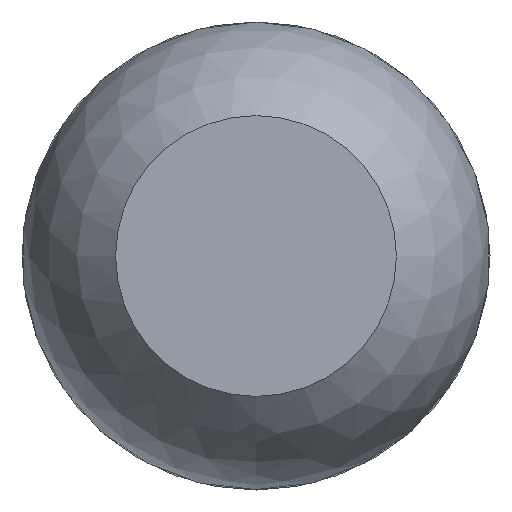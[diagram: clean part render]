
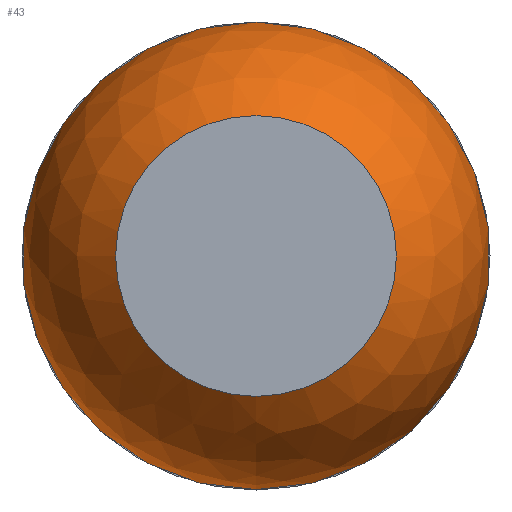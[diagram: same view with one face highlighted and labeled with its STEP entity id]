
A CAD part, left-side view. The second image highlights one B-rep face of the part: STEP entity #43.
In plain terms, the highlighted spherical face has radius 6.5 mm.
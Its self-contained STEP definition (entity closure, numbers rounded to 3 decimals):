
#43 = ADVANCED_FACE( '', ( #87, #88 ), #89, .T. );
#87 = FACE_OUTER_BOUND( '', #128, .T. );
#88 = FACE_OUTER_BOUND( '', #129, .T. );
#89 = SPHERICAL_SURFACE( '', #130, 6.5 );
#128 = EDGE_LOOP( '', ( #173 ) );
#129 = EDGE_LOOP( '', ( #174 ) );
#130 = AXIS2_PLACEMENT_3D( '', #175, #176, #177 );
#173 = ORIENTED_EDGE( '', *, *, #207, .T. );
#174 = ORIENTED_EDGE( '', *, *, #199, .F. );
#175 = CARTESIAN_POINT( '', ( 0., 0., 0. ) );
#176 = DIRECTION( '', ( 1., 0., 0. ) );
#177 = DIRECTION( '', ( 0., 1., 0. ) );
#199 = EDGE_CURVE( '', #218, #218, #219, .T. );
#207 = EDGE_CURVE( '', #230, #230, #231, .T. );
#218 = VERTEX_POINT( '', #243 );
#219 = CIRCLE( '', #244, 2.833 );
#230 = VERTEX_POINT( '', #255 );
#231 = CIRCLE( '', #256, 3.9 );
#243 = CARTESIAN_POINT( '', ( 5.85, 0., -2.833 ) );
#244 = AXIS2_PLACEMENT_3D( '', #268, #269, #270 );
#255 = CARTESIAN_POINT( '', ( -5.2, 0., -3.9 ) );
#256 = AXIS2_PLACEMENT_3D( '', #280, #281, #282 );
#268 = CARTESIAN_POINT( '', ( 5.85, 0., 0. ) );
#269 = DIRECTION( '', ( 1., 0., 0. ) );
#270 = DIRECTION( '', ( 0., 0., -1. ) );
#280 = CARTESIAN_POINT( '', ( -5.2, 0., 0. ) );
#281 = DIRECTION( '', ( 1., 0., 0. ) );
#282 = DIRECTION( '', ( 0., 0., -1. ) );
